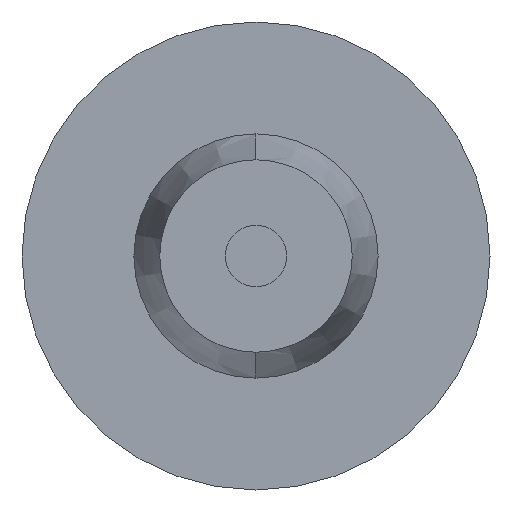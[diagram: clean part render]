
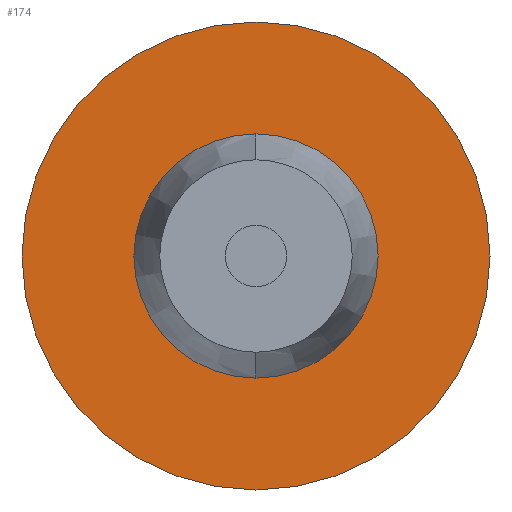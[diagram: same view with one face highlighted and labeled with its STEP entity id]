
A CAD part, left-side view. The second image highlights one B-rep face of the part: STEP entity #174.
In plain terms, the highlighted planar face has unit normal (-1, 0, 0).
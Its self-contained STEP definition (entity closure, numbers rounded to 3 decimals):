
#40 = VERTEX_POINT ( 'NONE', #430 ) ;
#44 = DIRECTION ( 'NONE',  ( 0., 0., 1. ) ) ;
#52 = ORIENTED_EDGE ( 'NONE', *, *, #325, .F. ) ;
#56 = DIRECTION ( 'NONE',  ( 0., 0., 1. ) ) ;
#59 = CARTESIAN_POINT ( 'NONE',  ( -4.312, 0., -1.015 ) ) ;
#73 = PLANE ( 'NONE',  #320 ) ;
#79 = CIRCLE ( 'NONE', #193, 1.015 ) ;
#81 = DIRECTION ( 'NONE',  ( 1., 0., 0. ) ) ;
#95 = VERTEX_POINT ( 'NONE', #59 ) ;
#119 = EDGE_LOOP ( 'NONE', ( #199, #52 ) ) ;
#123 = CARTESIAN_POINT ( 'NONE',  ( -4.312, 0., 0. ) ) ;
#174 = ADVANCED_FACE ( 'NONE', ( #424, #266 ), #73, .F. ) ;
#181 = VERTEX_POINT ( 'NONE', #306 ) ;
#182 = ORIENTED_EDGE ( 'NONE', *, *, #563, .T. ) ;
#185 = EDGE_CURVE ( 'NONE', #40, #392, #485, .T. ) ;
#193 = AXIS2_PLACEMENT_3D ( 'NONE', #573, #403, #363 ) ;
#199 = ORIENTED_EDGE ( 'NONE', *, *, #436, .F. ) ;
#200 = AXIS2_PLACEMENT_3D ( 'NONE', #323, #234, #44 ) ;
#215 = CARTESIAN_POINT ( 'NONE',  ( -4.312, 1.015, 0. ) ) ;
#216 = CIRCLE ( 'NONE', #356, 1.945 ) ;
#229 = CARTESIAN_POINT ( 'NONE',  ( -4.312, 0., -1.945 ) ) ;
#234 = DIRECTION ( 'NONE',  ( -1., 0., 0. ) ) ;
#246 = CARTESIAN_POINT ( 'NONE',  ( -4.312, 0., 0. ) ) ;
#251 = CIRCLE ( 'NONE', #200, 1.015 ) ;
#260 = ORIENTED_EDGE ( 'NONE', *, *, #185, .T. ) ;
#266 = FACE_OUTER_BOUND ( 'NONE', #505, .T. ) ;
#306 = CARTESIAN_POINT ( 'NONE',  ( -4.312, 0., 1.015 ) ) ;
#320 = AXIS2_PLACEMENT_3D ( 'NONE', #215, #81, #401 ) ;
#323 = CARTESIAN_POINT ( 'NONE',  ( -4.312, 0., 0. ) ) ;
#325 = EDGE_CURVE ( 'NONE', #95, #181, #79, .T. ) ;
#356 = AXIS2_PLACEMENT_3D ( 'NONE', #246, #426, #56 ) ;
#362 = AXIS2_PLACEMENT_3D ( 'NONE', #123, #520, #480 ) ;
#363 = DIRECTION ( 'NONE',  ( 0., 0., 1. ) ) ;
#392 = VERTEX_POINT ( 'NONE', #229 ) ;
#401 = DIRECTION ( 'NONE',  ( 0., 0., -1. ) ) ;
#403 = DIRECTION ( 'NONE',  ( -1., 0., 0. ) ) ;
#424 = FACE_BOUND ( 'NONE', #119, .T. ) ;
#426 = DIRECTION ( 'NONE',  ( -1., 0., 0. ) ) ;
#430 = CARTESIAN_POINT ( 'NONE',  ( -4.312, 0., 1.945 ) ) ;
#436 = EDGE_CURVE ( 'NONE', #181, #95, #251, .T. ) ;
#480 = DIRECTION ( 'NONE',  ( 0., 0., 1. ) ) ;
#485 = CIRCLE ( 'NONE', #362, 1.945 ) ;
#505 = EDGE_LOOP ( 'NONE', ( #260, #182 ) ) ;
#520 = DIRECTION ( 'NONE',  ( -1., 0., 0. ) ) ;
#563 = EDGE_CURVE ( 'NONE', #392, #40, #216, .T. ) ;
#573 = CARTESIAN_POINT ( 'NONE',  ( -4.312, 0., 0. ) ) ;
